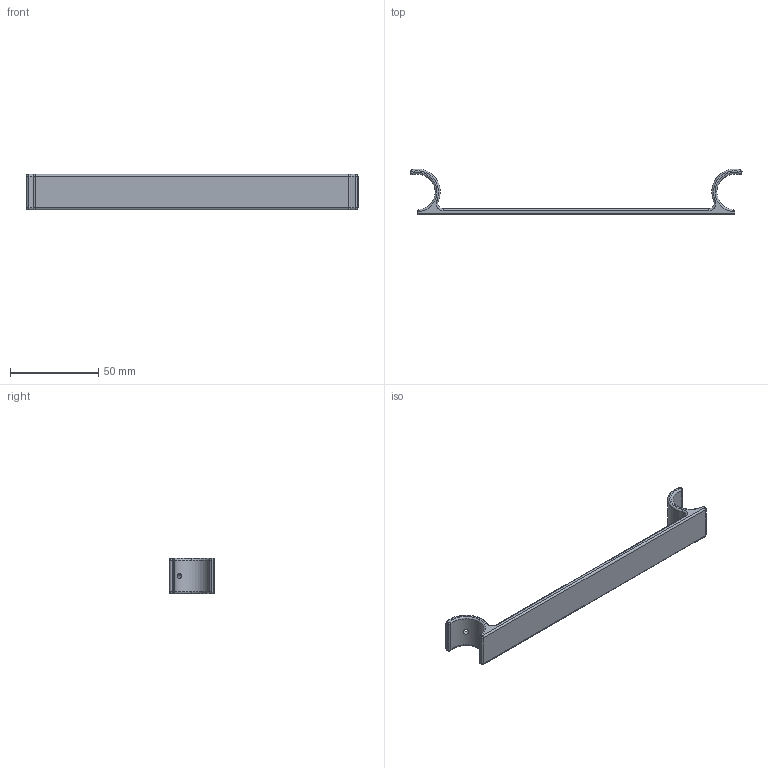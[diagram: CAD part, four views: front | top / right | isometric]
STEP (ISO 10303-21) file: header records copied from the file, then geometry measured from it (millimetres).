
FILE_DESCRIPTION(('FreeCAD Model'),'2;1');
FILE_NAME('Open CASCADE Shape Model','2022-08-15T10:32:42',('Author'),( ''),'Open CASCADE STEP processor 7.5','FreeCAD','Unknown');
FILE_SCHEMA(('AUTOMOTIVE_DESIGN { 1 0 10303 214 1 1 1 1 }'));
Length unit declared in the file: millimetre
Products named in the file (1): PS.holder
Bounding box: 188.3 x 25.96 x 20 mm (x, y, z)
Volume: 16392.1 mm3; surface area: 10921.1 mm2
Topology: 1 solids, 1 shells, 68 faces, 158 edges, 76 vertices
Faces by surface type: cylinder 28, torus 16, sphere 16, plane 8
Full cylindrical faces by diameter (mm): 3.2 x2
Entity records: 4260 total; most frequent: CARTESIAN_POINT 1297, DIRECTION 594, ORIENTED_EDGE 284, PCURVE 284, DEFINITIONAL_REPRESENTATION 284, LINE 264, VECTOR 264, AXIS2_PLACEMENT_3D 161
